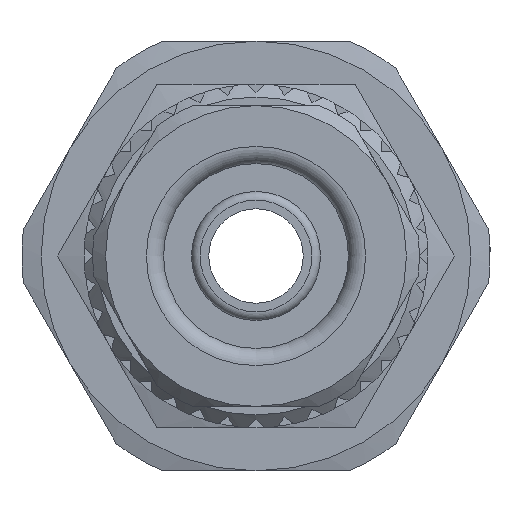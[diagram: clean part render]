
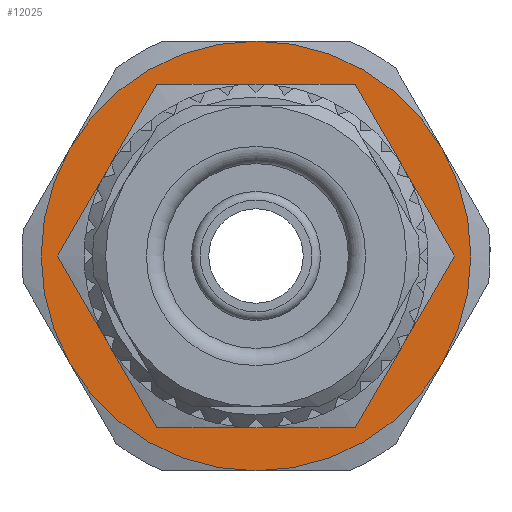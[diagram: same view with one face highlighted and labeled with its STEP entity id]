
A CAD part, left-side view. The second image highlights one B-rep face of the part: STEP entity #12025.
In plain terms, the highlighted planar face has unit normal (-1, 0, 0).
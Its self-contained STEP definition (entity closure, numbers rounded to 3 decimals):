
#2176=FACE_BOUND('',#3809,.T.);
#2967=FACE_OUTER_BOUND('',#3808,.T.);
#3808=EDGE_LOOP('',(#10852,#10853,#10854,#10855,#10856,#10857));
#3809=EDGE_LOOP('',(#10858));
#3825=CIRCLE('',#12047,3.625);
#4447=CIRCLE('',#13451,5.);
#4448=CIRCLE('',#13453,5.);
#4449=CIRCLE('',#13455,5.);
#4450=CIRCLE('',#13457,5.);
#4451=CIRCLE('',#13459,5.);
#4452=CIRCLE('',#13461,5.);
#4463=VERTEX_POINT('',#16872);
#5480=VERTEX_POINT('',#22406);
#5485=VERTEX_POINT('',#22428);
#5495=VERTEX_POINT('',#22466);
#5496=VERTEX_POINT('',#22472);
#5497=VERTEX_POINT('',#22478);
#5498=VERTEX_POINT('',#22487);
#5509=EDGE_CURVE('',#4463,#4463,#3825,.T.);
#7282=EDGE_CURVE('',#5495,#5480,#4447,.T.);
#7284=EDGE_CURVE('',#5496,#5485,#4448,.T.);
#7287=EDGE_CURVE('',#5497,#5496,#4449,.T.);
#7290=EDGE_CURVE('',#5498,#5497,#4450,.T.);
#7292=EDGE_CURVE('',#5495,#5498,#4451,.T.);
#7294=EDGE_CURVE('',#5485,#5480,#4452,.T.);
#10852=ORIENTED_EDGE('',*,*,#7292,.T.);
#10853=ORIENTED_EDGE('',*,*,#7290,.T.);
#10854=ORIENTED_EDGE('',*,*,#7287,.T.);
#10855=ORIENTED_EDGE('',*,*,#7284,.T.);
#10856=ORIENTED_EDGE('',*,*,#7294,.T.);
#10857=ORIENTED_EDGE('',*,*,#7282,.F.);
#10858=ORIENTED_EDGE('',*,*,#5509,.T.);
#11230=PLANE('',#13460);
#12025=ADVANCED_FACE('',(#2967,#2176),#11230,.F.);
#12047=AXIS2_PLACEMENT_3D('',#16873,#13497,#13498);
#13451=AXIS2_PLACEMENT_3D('',#22470,#16815,#16816);
#13453=AXIS2_PLACEMENT_3D('',#22476,#16819,#16820);
#13455=AXIS2_PLACEMENT_3D('',#22485,#16823,#16824);
#13457=AXIS2_PLACEMENT_3D('',#22494,#16827,#16828);
#13459=AXIS2_PLACEMENT_3D('',#22499,#16831,#16832);
#13460=AXIS2_PLACEMENT_3D('',#22503,#16833,#16834);
#13461=AXIS2_PLACEMENT_3D('',#22504,#16835,#16836);
#13497=DIRECTION('center_axis',(1.,0.,0.));
#13498=DIRECTION('ref_axis',(0.,-1.,0.));
#16815=DIRECTION('center_axis',(1.,0.,0.));
#16816=DIRECTION('ref_axis',(0.,0.,1.));
#16819=DIRECTION('center_axis',(-1.,0.,0.));
#16820=DIRECTION('ref_axis',(0.,0.,-1.));
#16823=DIRECTION('center_axis',(-1.,0.,0.));
#16824=DIRECTION('ref_axis',(0.,0.866,-0.5));
#16827=DIRECTION('center_axis',(-1.,0.,0.));
#16828=DIRECTION('ref_axis',(0.,0.866,0.5));
#16831=DIRECTION('center_axis',(-1.,0.,0.));
#16832=DIRECTION('ref_axis',(0.,0.,1.));
#16833=DIRECTION('center_axis',(1.,0.,0.));
#16834=DIRECTION('ref_axis',(0.,-1.,0.));
#16835=DIRECTION('center_axis',(-1.,0.,0.));
#16836=DIRECTION('ref_axis',(0.,-0.866,-0.5));
#16872=CARTESIAN_POINT('',(10.,-3.625,0.));
#16873=CARTESIAN_POINT('Origin',(10.,0.,0.));
#22406=CARTESIAN_POINT('',(10.,-4.33,2.5));
#22428=CARTESIAN_POINT('',(10.,-4.33,-2.5));
#22466=CARTESIAN_POINT('',(10.,0.,5.));
#22470=CARTESIAN_POINT('Origin',(10.,0.,0.));
#22472=CARTESIAN_POINT('',(10.,0.,-5.));
#22476=CARTESIAN_POINT('Origin',(10.,0.,0.));
#22478=CARTESIAN_POINT('',(10.,4.33,-2.5));
#22485=CARTESIAN_POINT('Origin',(10.,0.,0.));
#22487=CARTESIAN_POINT('',(10.,4.33,2.5));
#22494=CARTESIAN_POINT('Origin',(10.,0.,0.));
#22499=CARTESIAN_POINT('Origin',(10.,0.,0.));
#22503=CARTESIAN_POINT('Origin',(10.,0.,0.));
#22504=CARTESIAN_POINT('Origin',(10.,0.,0.));
